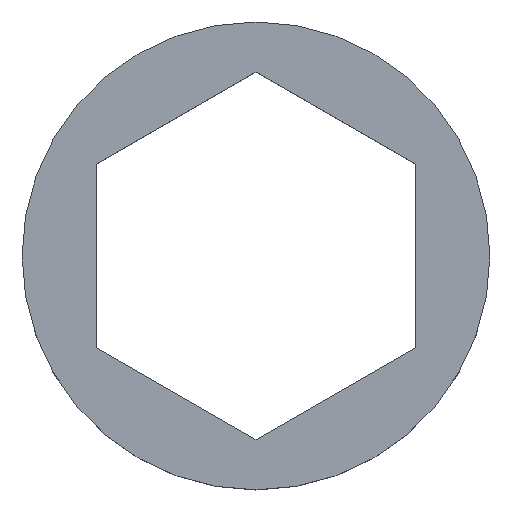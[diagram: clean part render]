
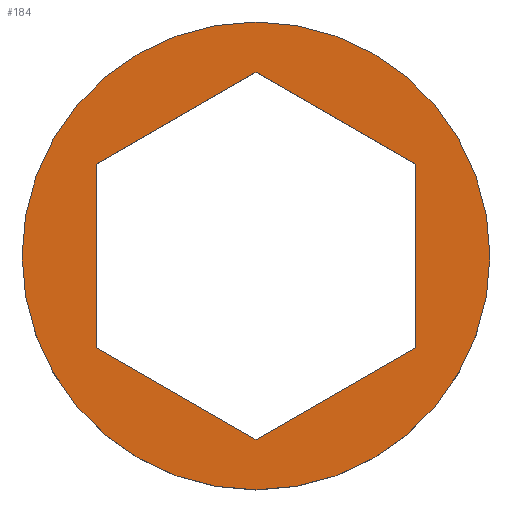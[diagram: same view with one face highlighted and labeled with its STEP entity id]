
A CAD part, top view. The second image highlights one B-rep face of the part: STEP entity #184.
In plain terms, the highlighted planar face has unit normal (0, 0, 1).
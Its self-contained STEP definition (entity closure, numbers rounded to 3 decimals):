
#11 = LINE ( 'NONE', #292, #93 ) ;
#16 = ORIENTED_EDGE ( 'NONE', *, *, #228, .F. ) ;
#17 = LINE ( 'NONE', #306, #54 ) ;
#28 = ORIENTED_EDGE ( 'NONE', *, *, #216, .F. ) ;
#29 = ORIENTED_EDGE ( 'NONE', *, *, #211, .F. ) ;
#31 = ORIENTED_EDGE ( 'NONE', *, *, #214, .F. ) ;
#35 = FACE_OUTER_BOUND ( 'NONE', #87, .T. ) ;
#54 = VECTOR ( 'NONE', #302, 1000. ) ;
#55 = VECTOR ( 'NONE', #356, 1000. ) ;
#57 = ORIENTED_EDGE ( 'NONE', *, *, #212, .F. ) ;
#61 = VECTOR ( 'NONE', #357, 1000. ) ;
#62 = EDGE_LOOP ( 'NONE', ( #31, #28, #29, #136, #57, #16 ) ) ;
#68 = VERTEX_POINT ( 'NONE', #291 ) ;
#74 = VERTEX_POINT ( 'NONE', #266 ) ;
#76 = VERTEX_POINT ( 'NONE', #343 ) ;
#80 = LINE ( 'NONE', #362, #55 ) ;
#87 = EDGE_LOOP ( 'NONE', ( #150, #168 ) ) ;
#89 = LINE ( 'NONE', #303, #119 ) ;
#92 = CIRCLE ( 'NONE', #194, 9.525 ) ;
#93 = VECTOR ( 'NONE', #372, 1000. ) ;
#94 = LINE ( 'NONE', #358, #61 ) ;
#100 = VERTEX_POINT ( 'NONE', #376 ) ;
#103 = VECTOR ( 'NONE', #301, 1000. ) ;
#104 = CIRCLE ( 'NONE', #195, 9.525 ) ;
#110 = VERTEX_POINT ( 'NONE', #279 ) ;
#112 = VERTEX_POINT ( 'NONE', #263 ) ;
#113 = VERTEX_POINT ( 'NONE', #375 ) ;
#118 = VERTEX_POINT ( 'NONE', #344 ) ;
#119 = VECTOR ( 'NONE', #300, 1000. ) ;
#125 = FACE_BOUND ( 'NONE', #62, .T. ) ;
#136 = ORIENTED_EDGE ( 'NONE', *, *, #226, .F. ) ;
#148 = LINE ( 'NONE', #299, #103 ) ;
#150 = ORIENTED_EDGE ( 'NONE', *, *, #220, .T. ) ;
#168 = ORIENTED_EDGE ( 'NONE', *, *, #219, .T. ) ;
#184 = ADVANCED_FACE ( 'NONE', ( #35, #125 ), #340, .T. ) ;
#194 = AXIS2_PLACEMENT_3D ( 'NONE', #361, #360, #359 ) ;
#195 = AXIS2_PLACEMENT_3D ( 'NONE', #367, #365, #364 ) ;
#210 = AXIS2_PLACEMENT_3D ( 'NONE', #342, #338, #289 ) ;
#211 = EDGE_CURVE ( 'NONE', #76, #68, #17, .T. ) ;
#212 = EDGE_CURVE ( 'NONE', #74, #113, #89, .T. ) ;
#214 = EDGE_CURVE ( 'NONE', #110, #112, #148, .T. ) ;
#216 = EDGE_CURVE ( 'NONE', #68, #110, #11, .T. ) ;
#219 = EDGE_CURVE ( 'NONE', #100, #118, #104, .T. ) ;
#220 = EDGE_CURVE ( 'NONE', #118, #100, #92, .T. ) ;
#226 = EDGE_CURVE ( 'NONE', #113, #76, #94, .T. ) ;
#228 = EDGE_CURVE ( 'NONE', #112, #74, #80, .T. ) ;
#263 = CARTESIAN_POINT ( 'NONE',  ( -6.477, -3.739, 1.587 ) ) ;
#266 = CARTESIAN_POINT ( 'NONE',  ( 0., -7.479, 1.587 ) ) ;
#279 = CARTESIAN_POINT ( 'NONE',  ( -6.477, 3.739, 1.587 ) ) ;
#289 = DIRECTION ( 'NONE',  ( 1., 0., 0. ) ) ;
#291 = CARTESIAN_POINT ( 'NONE',  ( 0., 7.479, 1.587 ) ) ;
#292 = CARTESIAN_POINT ( 'NONE',  ( 0., 7.479, 1.587 ) ) ;
#299 = CARTESIAN_POINT ( 'NONE',  ( -6.477, 3.739, 1.587 ) ) ;
#300 = DIRECTION ( 'NONE',  ( 0.866, 0.5, 0. ) ) ;
#301 = DIRECTION ( 'NONE',  ( 0., -1., 0. ) ) ;
#302 = DIRECTION ( 'NONE',  ( -0.866, 0.5, 0. ) ) ;
#303 = CARTESIAN_POINT ( 'NONE',  ( 0., -7.479, 1.587 ) ) ;
#306 = CARTESIAN_POINT ( 'NONE',  ( 6.477, 3.739, 1.587 ) ) ;
#338 = DIRECTION ( 'NONE',  ( 0., 0., 1. ) ) ;
#340 = PLANE ( 'NONE',  #210 ) ;
#342 = CARTESIAN_POINT ( 'NONE',  ( 0., 0., 1.587 ) ) ;
#343 = CARTESIAN_POINT ( 'NONE',  ( 6.477, 3.739, 1.587 ) ) ;
#344 = CARTESIAN_POINT ( 'NONE',  ( -9.525, 0., 1.587 ) ) ;
#356 = DIRECTION ( 'NONE',  ( 0.866, -0.5, 0. ) ) ;
#357 = DIRECTION ( 'NONE',  ( 0., 1., 0. ) ) ;
#358 = CARTESIAN_POINT ( 'NONE',  ( 6.477, -3.739, 1.587 ) ) ;
#359 = DIRECTION ( 'NONE',  ( 1., 0., 0. ) ) ;
#360 = DIRECTION ( 'NONE',  ( 0., 0., 1. ) ) ;
#361 = CARTESIAN_POINT ( 'NONE',  ( 0., 0., 1.587 ) ) ;
#362 = CARTESIAN_POINT ( 'NONE',  ( -6.477, -3.739, 1.587 ) ) ;
#364 = DIRECTION ( 'NONE',  ( 1., 0., 0. ) ) ;
#365 = DIRECTION ( 'NONE',  ( 0., 0., 1. ) ) ;
#367 = CARTESIAN_POINT ( 'NONE',  ( 0., 0., 1.587 ) ) ;
#372 = DIRECTION ( 'NONE',  ( -0.866, -0.5, 0. ) ) ;
#375 = CARTESIAN_POINT ( 'NONE',  ( 6.477, -3.739, 1.587 ) ) ;
#376 = CARTESIAN_POINT ( 'NONE',  ( 9.525, 0., 1.587 ) ) ;
